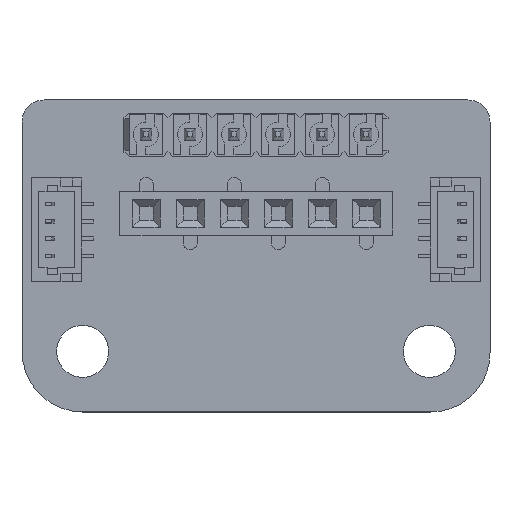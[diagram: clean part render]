
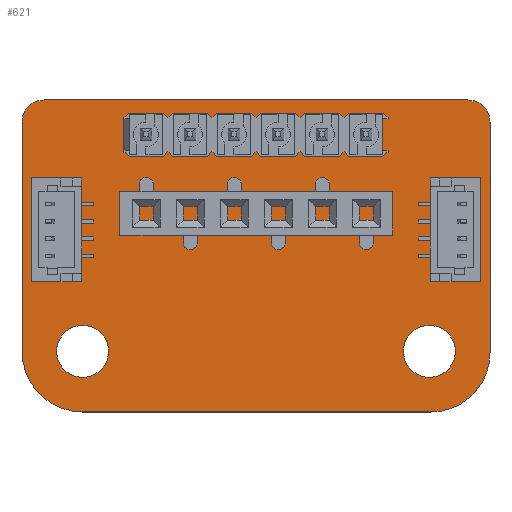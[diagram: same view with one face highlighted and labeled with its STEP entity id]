
A CAD part, top view. The second image highlights one B-rep face of the part: STEP entity #621.
In plain terms, the highlighted planar face has unit normal (0, 0, 1).
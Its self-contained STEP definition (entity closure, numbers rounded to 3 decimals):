
#68 = VERTEX_POINT('',#69);
#69 = CARTESIAN_POINT('',(0.,3.5,0.197));
#75 = EDGE_CURVE('',#68,#76,#78,.T.);
#76 = VERTEX_POINT('',#77);
#77 = CARTESIAN_POINT('',(0.,16.73,0.197));
#78 = LINE('',#79,#80);
#79 = CARTESIAN_POINT('',(0.,3.5,0.197));
#80 = VECTOR('',#81,1.);
#81 = DIRECTION('',(0.,1.,0.));
#106 = EDGE_CURVE('',#76,#107,#109,.T.);
#107 = VERTEX_POINT('',#108);
#108 = CARTESIAN_POINT('',(1.27,18.,0.197));
#109 = CIRCLE('',#110,1.27);
#110 = AXIS2_PLACEMENT_3D('',#111,#112,#113);
#111 = CARTESIAN_POINT('',(1.27,16.73,0.197));
#112 = DIRECTION('',(0.,0.,-1.));
#113 = DIRECTION('',(-1.,0.,0.));
#139 = EDGE_CURVE('',#107,#140,#142,.T.);
#140 = VERTEX_POINT('',#141);
#141 = CARTESIAN_POINT('',(25.73,18.,0.197));
#142 = LINE('',#143,#144);
#143 = CARTESIAN_POINT('',(1.27,18.,0.197));
#144 = VECTOR('',#145,1.);
#145 = DIRECTION('',(1.,0.,0.));
#170 = EDGE_CURVE('',#140,#171,#173,.T.);
#171 = VERTEX_POINT('',#172);
#172 = CARTESIAN_POINT('',(27.,16.73,0.197));
#173 = CIRCLE('',#174,1.27);
#174 = AXIS2_PLACEMENT_3D('',#175,#176,#177);
#175 = CARTESIAN_POINT('',(25.73,16.73,0.197));
#176 = DIRECTION('',(0.,0.,-1.));
#177 = DIRECTION('',(0.,1.,0.));
#203 = EDGE_CURVE('',#171,#204,#206,.T.);
#204 = VERTEX_POINT('',#205);
#205 = CARTESIAN_POINT('',(27.,3.414,0.197));
#206 = LINE('',#207,#208);
#207 = CARTESIAN_POINT('',(27.,16.73,0.197));
#208 = VECTOR('',#209,1.);
#209 = DIRECTION('',(0.,-1.,0.));
#234 = EDGE_CURVE('',#204,#235,#237,.T.);
#235 = VERTEX_POINT('',#236);
#236 = CARTESIAN_POINT('',(23.586,0.,0.197));
#237 = CIRCLE('',#238,3.414);
#238 = AXIS2_PLACEMENT_3D('',#239,#240,#241);
#239 = CARTESIAN_POINT('',(23.586,3.414,0.197));
#240 = DIRECTION('',(0.,0.,-1.));
#241 = DIRECTION('',(1.,0.,0.));
#267 = EDGE_CURVE('',#235,#268,#270,.T.);
#268 = VERTEX_POINT('',#269);
#269 = CARTESIAN_POINT('',(3.5,0.,0.197));
#270 = LINE('',#271,#272);
#271 = CARTESIAN_POINT('',(23.586,0.,0.197));
#272 = VECTOR('',#273,1.);
#273 = DIRECTION('',(-1.,0.,0.));
#298 = EDGE_CURVE('',#268,#68,#299,.T.);
#299 = CIRCLE('',#300,3.5);
#300 = AXIS2_PLACEMENT_3D('',#301,#302,#303);
#301 = CARTESIAN_POINT('',(3.5,3.5,0.197));
#302 = DIRECTION('',(0.,0.,-1.));
#303 = DIRECTION('',(0.,-1.,0.));
#324 = VERTEX_POINT('',#325);
#325 = CARTESIAN_POINT('',(5.,3.5,0.197));
#331 = EDGE_CURVE('',#324,#324,#332,.T.);
#332 = CIRCLE('',#333,1.5);
#333 = AXIS2_PLACEMENT_3D('',#334,#335,#336);
#334 = CARTESIAN_POINT('',(3.5,3.5,0.197));
#335 = DIRECTION('',(0.,0.,1.));
#336 = DIRECTION('',(1.,0.,-0.));
#357 = VERTEX_POINT('',#358);
#358 = CARTESIAN_POINT('',(7.66,16.,0.197));
#364 = EDGE_CURVE('',#357,#357,#365,.T.);
#365 = CIRCLE('',#366,0.51);
#366 = AXIS2_PLACEMENT_3D('',#367,#368,#369);
#367 = CARTESIAN_POINT('',(7.15,16.,0.197));
#368 = DIRECTION('',(0.,0.,1.));
#369 = DIRECTION('',(1.,0.,-0.));
#390 = VERTEX_POINT('',#391);
#391 = CARTESIAN_POINT('',(10.2,16.,0.197));
#397 = EDGE_CURVE('',#390,#390,#398,.T.);
#398 = CIRCLE('',#399,0.51);
#399 = AXIS2_PLACEMENT_3D('',#400,#401,#402);
#400 = CARTESIAN_POINT('',(9.69,16.,0.197));
#401 = DIRECTION('',(0.,0.,1.));
#402 = DIRECTION('',(1.,0.,-0.));
#423 = VERTEX_POINT('',#424);
#424 = CARTESIAN_POINT('',(12.74,16.,0.197));
#430 = EDGE_CURVE('',#423,#423,#431,.T.);
#431 = CIRCLE('',#432,0.51);
#432 = AXIS2_PLACEMENT_3D('',#433,#434,#435);
#433 = CARTESIAN_POINT('',(12.23,16.,0.197));
#434 = DIRECTION('',(0.,0.,1.));
#435 = DIRECTION('',(1.,0.,-0.));
#456 = VERTEX_POINT('',#457);
#457 = CARTESIAN_POINT('',(20.36,16.,0.197));
#463 = EDGE_CURVE('',#456,#456,#464,.T.);
#464 = CIRCLE('',#465,0.51);
#465 = AXIS2_PLACEMENT_3D('',#466,#467,#468);
#466 = CARTESIAN_POINT('',(19.85,16.,0.197));
#467 = DIRECTION('',(0.,0.,1.));
#468 = DIRECTION('',(1.,0.,-0.));
#489 = VERTEX_POINT('',#490);
#490 = CARTESIAN_POINT('',(25.,3.5,0.197));
#496 = EDGE_CURVE('',#489,#489,#497,.T.);
#497 = CIRCLE('',#498,1.5);
#498 = AXIS2_PLACEMENT_3D('',#499,#500,#501);
#499 = CARTESIAN_POINT('',(23.5,3.5,0.197));
#500 = DIRECTION('',(0.,0.,1.));
#501 = DIRECTION('',(1.,0.,-0.));
#522 = VERTEX_POINT('',#523);
#523 = CARTESIAN_POINT('',(15.28,16.,0.197));
#529 = EDGE_CURVE('',#522,#522,#530,.T.);
#530 = CIRCLE('',#531,0.51);
#531 = AXIS2_PLACEMENT_3D('',#532,#533,#534);
#532 = CARTESIAN_POINT('',(14.77,16.,0.197));
#533 = DIRECTION('',(0.,0.,1.));
#534 = DIRECTION('',(1.,0.,-0.));
#555 = VERTEX_POINT('',#556);
#556 = CARTESIAN_POINT('',(17.82,16.,0.197));
#562 = EDGE_CURVE('',#555,#555,#563,.T.);
#563 = CIRCLE('',#564,0.51);
#564 = AXIS2_PLACEMENT_3D('',#565,#566,#567);
#565 = CARTESIAN_POINT('',(17.31,16.,0.197));
#566 = DIRECTION('',(0.,0.,1.));
#567 = DIRECTION('',(1.,0.,-0.));
#621 = ADVANCED_FACE('',(#622,#632,#635,#638,#641,#644,#647,#650,#653),
  #656,.F.);
#622 = FACE_BOUND('',#623,.F.);
#623 = EDGE_LOOP('',(#624,#625,#626,#627,#628,#629,#630,#631));
#624 = ORIENTED_EDGE('',*,*,#75,.T.);
#625 = ORIENTED_EDGE('',*,*,#106,.T.);
#626 = ORIENTED_EDGE('',*,*,#139,.T.);
#627 = ORIENTED_EDGE('',*,*,#170,.T.);
#628 = ORIENTED_EDGE('',*,*,#203,.T.);
#629 = ORIENTED_EDGE('',*,*,#234,.T.);
#630 = ORIENTED_EDGE('',*,*,#267,.T.);
#631 = ORIENTED_EDGE('',*,*,#298,.T.);
#632 = FACE_BOUND('',#633,.F.);
#633 = EDGE_LOOP('',(#634));
#634 = ORIENTED_EDGE('',*,*,#331,.T.);
#635 = FACE_BOUND('',#636,.F.);
#636 = EDGE_LOOP('',(#637));
#637 = ORIENTED_EDGE('',*,*,#364,.T.);
#638 = FACE_BOUND('',#639,.F.);
#639 = EDGE_LOOP('',(#640));
#640 = ORIENTED_EDGE('',*,*,#397,.T.);
#641 = FACE_BOUND('',#642,.F.);
#642 = EDGE_LOOP('',(#643));
#643 = ORIENTED_EDGE('',*,*,#430,.T.);
#644 = FACE_BOUND('',#645,.F.);
#645 = EDGE_LOOP('',(#646));
#646 = ORIENTED_EDGE('',*,*,#463,.T.);
#647 = FACE_BOUND('',#648,.F.);
#648 = EDGE_LOOP('',(#649));
#649 = ORIENTED_EDGE('',*,*,#496,.T.);
#650 = FACE_BOUND('',#651,.F.);
#651 = EDGE_LOOP('',(#652));
#652 = ORIENTED_EDGE('',*,*,#529,.T.);
#653 = FACE_BOUND('',#654,.F.);
#654 = EDGE_LOOP('',(#655));
#655 = ORIENTED_EDGE('',*,*,#562,.T.);
#656 = PLANE('',#657);
#657 = AXIS2_PLACEMENT_3D('',#658,#659,#660);
#658 = CARTESIAN_POINT('',(13.507,9.226,0.197));
#659 = DIRECTION('',(-0.,-0.,-1.));
#660 = DIRECTION('',(-1.,0.,0.));
